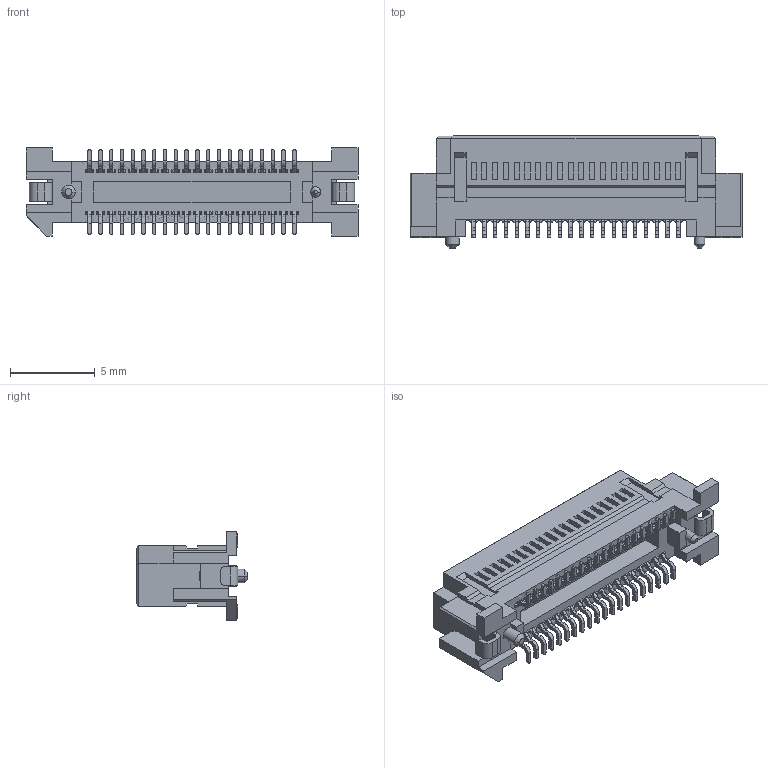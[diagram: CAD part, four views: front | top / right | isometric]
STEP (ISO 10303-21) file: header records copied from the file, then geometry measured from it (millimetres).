
FILE_DESCRIPTION( ('This file contains a STEP AP42 implementation' ,'as created by ZW3D STEP Interface translator.') ,'2;1' );
FILE_NAME( '3660-PXXX-060XXR01.stp' ,'23 330.114747', (''), ('ZWCAD Software Co.'), 'Version 1.0', 'ZW3D to STEP translator', '' );
FILE_SCHEMA(('AUTOMOTIVE_DESIGN { 1 0 10303 214 1 1 1 1 }'));
Length unit declared in the file: millimetre
Products named in the file (2): 0; 3660-PXXX-060XXR01
Bounding box: 19.57 x 6.6 x 5.2 mm (x, y, z)
Volume: 191.4 mm3; surface area: 755.5 mm2
Topology: 1 solids, 1 shells, 2112 faces, 5560 edges, 3532 vertices
Faces by surface type: plane 1686, cylinder 420, cone 6
Entity records: 66220 total; most frequent: CARTESIAN_POINT 11525, ORIENTED_EDGE 11120, DIRECTION 10478, EDGE_CURVE 5560, VECTOR 4708, LINE 4708, VERTEX_POINT 3532, AXIS2_PLACEMENT_3D 2885
